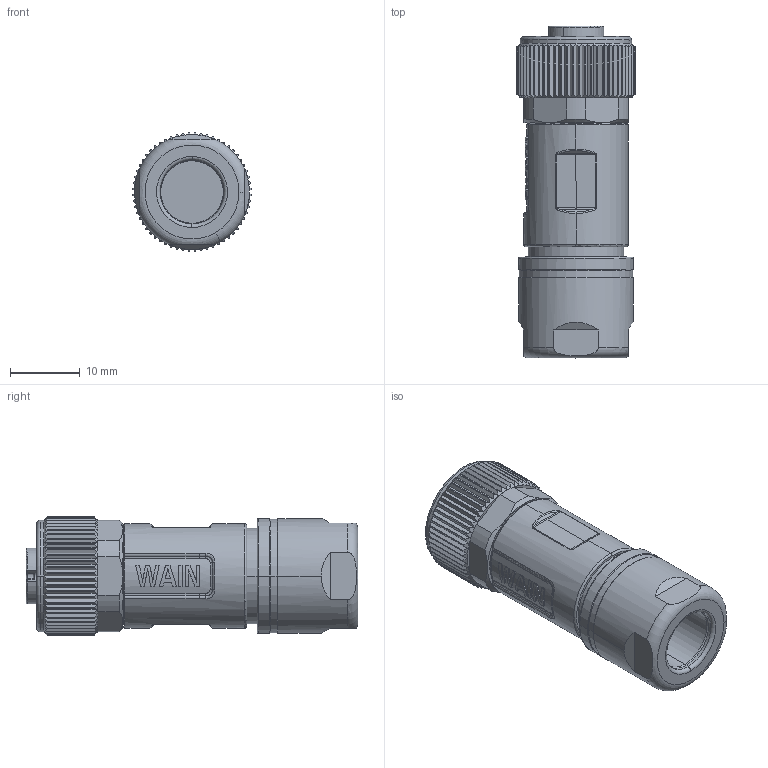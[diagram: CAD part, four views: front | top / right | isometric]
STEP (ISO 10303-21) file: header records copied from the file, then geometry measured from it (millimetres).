
FILE_DESCRIPTION((''),'2;1');
FILE_NAME('PRT0198','2023-07-06T',('13539'),(''),'PRO/ENGINEER BY PARAMETRIC TECHNOLOGY CORPORATION, 2012480','PRO/ENGINEER BY PARAMETRIC TECHNOLOGY CORPORATION, 2012480','');
FILE_SCHEMA(('CONFIG_CONTROL_DESIGN'));
Length unit declared in the file: millimetre
Products named in the file (1): PRT0198
Bounding box: 16.98 x 47.7 x 16.98 mm (x, y, z)
Volume: 8168.4 mm3; surface area: 3968.5 mm2
Topology: 1 solids, 4 shells, 542 faces, 1532 edges, 1013 vertices
Faces by surface type: cylinder 213, plane 205, torus 44, bspline 42, cone 34, sphere 4
Entity records: 20890 total; most frequent: CARTESIAN_POINT 7101, ORIENTED_EDGE 3056, DIRECTION 2778, EDGE_CURVE 1528, AXIS2_PLACEMENT_3D 1136, VERTEX_POINT 1013, CIRCLE 636, EDGE_LOOP 565
